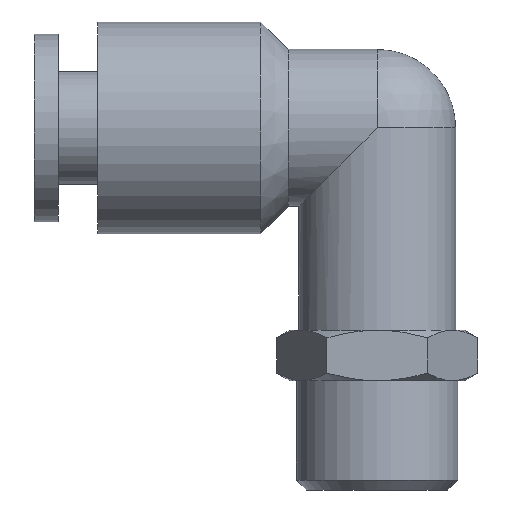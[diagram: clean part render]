
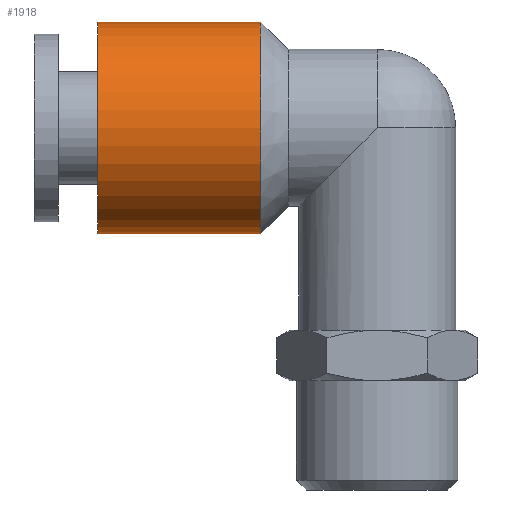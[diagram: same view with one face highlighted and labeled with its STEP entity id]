
A CAD part, front view. The second image highlights one B-rep face of the part: STEP entity #1918.
In plain terms, the highlighted cylindrical face has radius 6.769 mm (diameter 13.538 mm), a partial arc.
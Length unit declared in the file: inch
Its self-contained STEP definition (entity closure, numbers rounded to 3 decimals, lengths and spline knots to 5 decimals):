
#1877=CARTESIAN_POINT('',(-0.463,0.0,0.911));
#1878=DIRECTION('',(-1.0,0.,0.));
#1879=DIRECTION('',(0.0,0.0,-1.0));
#1880=AXIS2_PLACEMENT_3D('',#1877,#1878,#1879);
#1881=CYLINDRICAL_SURFACE('',#1880,0.2665);
#1882=CARTESIAN_POINT('',(-0.2925,0.,0.6445));
#1883=VERTEX_POINT('',#1882);
#1884=CARTESIAN_POINT('',(-0.7025,0.0,0.6445));
#1885=VERTEX_POINT('',#1884);
#1886=CARTESIAN_POINT('',(-0.2925,0.,0.6445));
#1887=DIRECTION('',(-1.0,0.0,0.0));
#1888=VECTOR('',#1887,0.41);
#1889=LINE('',#1886,#1888);
#1890=EDGE_CURVE('',#1883,#1885,#1889,.T.);
#1891=ORIENTED_EDGE('',*,*,#1890,.F.);
#1892=CARTESIAN_POINT('',(-0.2925,0.,1.1775));
#1893=VERTEX_POINT('',#1892);
#1894=CARTESIAN_POINT('',(-0.2925,0.0,0.911));
#1895=DIRECTION('',(1.0,0.0,0.0));
#1896=DIRECTION('',(0.0,0.0,1.0));
#1897=AXIS2_PLACEMENT_3D('',#1894,#1895,#1896);
#1898=CIRCLE('',#1897,0.2665);
#1899=EDGE_CURVE('',#1893,#1883,#1898,.T.);
#1900=ORIENTED_EDGE('',*,*,#1899,.F.);
#1901=CARTESIAN_POINT('',(-0.7025,0.,1.1775));
#1902=VERTEX_POINT('',#1901);
#1903=CARTESIAN_POINT('',(-0.7025,0.,1.1775));
#1904=DIRECTION('',(1.0,0.0,0.0));
#1905=VECTOR('',#1904,0.41);
#1906=LINE('',#1903,#1905);
#1907=EDGE_CURVE('',#1902,#1893,#1906,.T.);
#1908=ORIENTED_EDGE('',*,*,#1907,.F.);
#1909=CARTESIAN_POINT('',(-0.7025,0.0,0.911));
#1910=DIRECTION('',(-1.0,0.0,0.0));
#1911=DIRECTION('',(0.0,0.0,-1.0));
#1912=AXIS2_PLACEMENT_3D('',#1909,#1910,#1911);
#1913=CIRCLE('',#1912,0.2665);
#1914=EDGE_CURVE('',#1885,#1902,#1913,.T.);
#1915=ORIENTED_EDGE('',*,*,#1914,.F.);
#1916=EDGE_LOOP('',(#1891,#1900,#1908,#1915));
#1917=FACE_OUTER_BOUND('',#1916,.T.);
#1918=ADVANCED_FACE('',(#1917),#1881,.T.);
